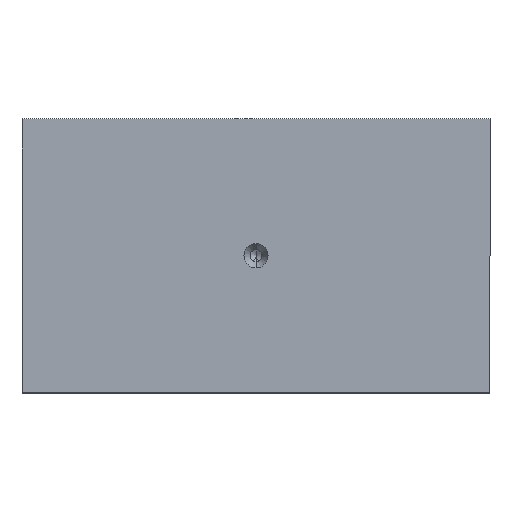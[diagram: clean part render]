
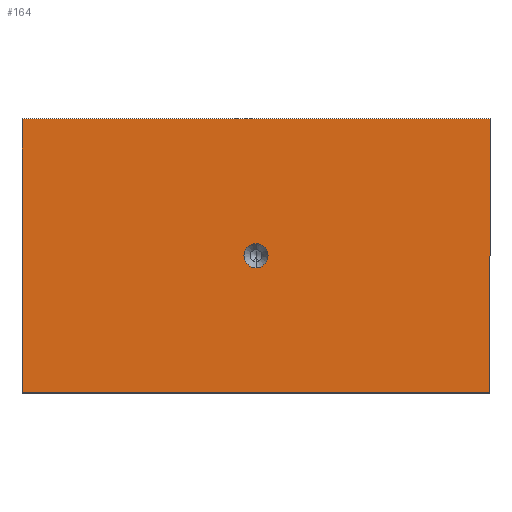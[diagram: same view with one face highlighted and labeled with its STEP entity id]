
A CAD part, top view. The second image highlights one B-rep face of the part: STEP entity #164.
In plain terms, the highlighted planar face has unit normal (0, 0, 1).
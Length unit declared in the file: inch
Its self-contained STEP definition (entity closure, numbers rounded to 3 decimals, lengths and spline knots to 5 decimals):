
#9 = AXIS2_PLACEMENT_3D ( 'NONE', #264, #1061, #1072 ) ;
#123 = LINE ( 'NONE', #2321, #2361 ) ;
#164 = ADVANCED_FACE ( 'NONE', ( #2381, #253 ), #2068, .T. ) ;
#253 = FACE_OUTER_BOUND ( 'NONE', #1037, .T. ) ;
#264 = CARTESIAN_POINT ( 'NONE',  ( -2.55906, -1.49606, 5.51181 ) ) ;
#317 = CARTESIAN_POINT ( 'NONE',  ( 0., 0., 5.51181 ) ) ;
#324 = VECTOR ( 'NONE', #2101, 39.37008 ) ;
#454 = VERTEX_POINT ( 'NONE', #1578 ) ;
#474 = VECTOR ( 'NONE', #1848, 39.37008 ) ;
#511 = CARTESIAN_POINT ( 'NONE',  ( -2.55906, 1.49606, 5.51181 ) ) ;
#685 = VERTEX_POINT ( 'NONE', #3254 ) ;
#726 = LINE ( 'NONE', #2145, #474 ) ;
#823 = CARTESIAN_POINT ( 'NONE',  ( 2.55906, 1.49606, 5.51181 ) ) ;
#832 = ORIENTED_EDGE ( 'NONE', *, *, #3108, .T. ) ;
#885 = ORIENTED_EDGE ( 'NONE', *, *, #2493, .T. ) ;
#1037 = EDGE_LOOP ( 'NONE', ( #3062, #2108, #1688, #1855 ) ) ;
#1061 = DIRECTION ( 'NONE',  ( 0., 0., 1. ) ) ;
#1072 = DIRECTION ( 'NONE',  ( 1., 0., 0. ) ) ;
#1078 = CARTESIAN_POINT ( 'NONE',  ( 2.55906, -1.49606, 5.51181 ) ) ;
#1147 = CARTESIAN_POINT ( 'NONE',  ( 0., -0.13189, 5.51181 ) ) ;
#1296 = EDGE_CURVE ( 'NONE', #685, #2985, #2190, .T. ) ;
#1375 = AXIS2_PLACEMENT_3D ( 'NONE', #3079, #2564, #1502 ) ;
#1406 = VECTOR ( 'NONE', #2353, 39.37008 ) ;
#1502 = DIRECTION ( 'NONE',  ( 0., 1., 0. ) ) ;
#1578 = CARTESIAN_POINT ( 'NONE',  ( 0., 0.13189, 5.51181 ) ) ;
#1636 = DIRECTION ( 'NONE',  ( 0., 0., -1. ) ) ;
#1688 = ORIENTED_EDGE ( 'NONE', *, *, #2378, .T. ) ;
#1773 = EDGE_LOOP ( 'NONE', ( #885, #832 ) ) ;
#1788 = VERTEX_POINT ( 'NONE', #1078 ) ;
#1848 = DIRECTION ( 'NONE',  ( 0., -1., 0. ) ) ;
#1855 = ORIENTED_EDGE ( 'NONE', *, *, #1296, .T. ) ;
#1869 = CIRCLE ( 'NONE', #1375, 0.13189 ) ;
#1986 = AXIS2_PLACEMENT_3D ( 'NONE', #317, #1636, #2390 ) ;
#2068 = PLANE ( 'NONE',  #9 ) ;
#2095 = VERTEX_POINT ( 'NONE', #1147 ) ;
#2101 = DIRECTION ( 'NONE',  ( 0., 1., 0. ) ) ;
#2108 = ORIENTED_EDGE ( 'NONE', *, *, #3092, .T. ) ;
#2118 = CIRCLE ( 'NONE', #1986, 0.13189 ) ;
#2145 = CARTESIAN_POINT ( 'NONE',  ( -2.55906, 1.49606, 5.51181 ) ) ;
#2190 = LINE ( 'NONE', #511, #1406 ) ;
#2291 = VERTEX_POINT ( 'NONE', #2342 ) ;
#2321 = CARTESIAN_POINT ( 'NONE',  ( -2.55906, -1.49606, 5.51181 ) ) ;
#2342 = CARTESIAN_POINT ( 'NONE',  ( -2.55906, -1.49606, 5.51181 ) ) ;
#2353 = DIRECTION ( 'NONE',  ( -1., 0., 0. ) ) ;
#2361 = VECTOR ( 'NONE', #2551, 39.37008 ) ;
#2378 = EDGE_CURVE ( 'NONE', #1788, #685, #2792, .T. ) ;
#2381 = FACE_BOUND ( 'NONE', #1773, .T. ) ;
#2390 = DIRECTION ( 'NONE',  ( 0., 1., 0. ) ) ;
#2428 = EDGE_CURVE ( 'NONE', #2985, #2291, #726, .T. ) ;
#2493 = EDGE_CURVE ( 'NONE', #454, #2095, #2118, .T. ) ;
#2522 = CARTESIAN_POINT ( 'NONE',  ( -2.55906, 1.49606, 5.51181 ) ) ;
#2551 = DIRECTION ( 'NONE',  ( 1., 0., 0. ) ) ;
#2564 = DIRECTION ( 'NONE',  ( 0., 0., -1. ) ) ;
#2792 = LINE ( 'NONE', #823, #324 ) ;
#2985 = VERTEX_POINT ( 'NONE', #2522 ) ;
#3062 = ORIENTED_EDGE ( 'NONE', *, *, #2428, .T. ) ;
#3079 = CARTESIAN_POINT ( 'NONE',  ( 0., 0., 5.51181 ) ) ;
#3092 = EDGE_CURVE ( 'NONE', #2291, #1788, #123, .T. ) ;
#3108 = EDGE_CURVE ( 'NONE', #2095, #454, #1869, .T. ) ;
#3254 = CARTESIAN_POINT ( 'NONE',  ( 2.55906, 1.49606, 5.51181 ) ) ;
